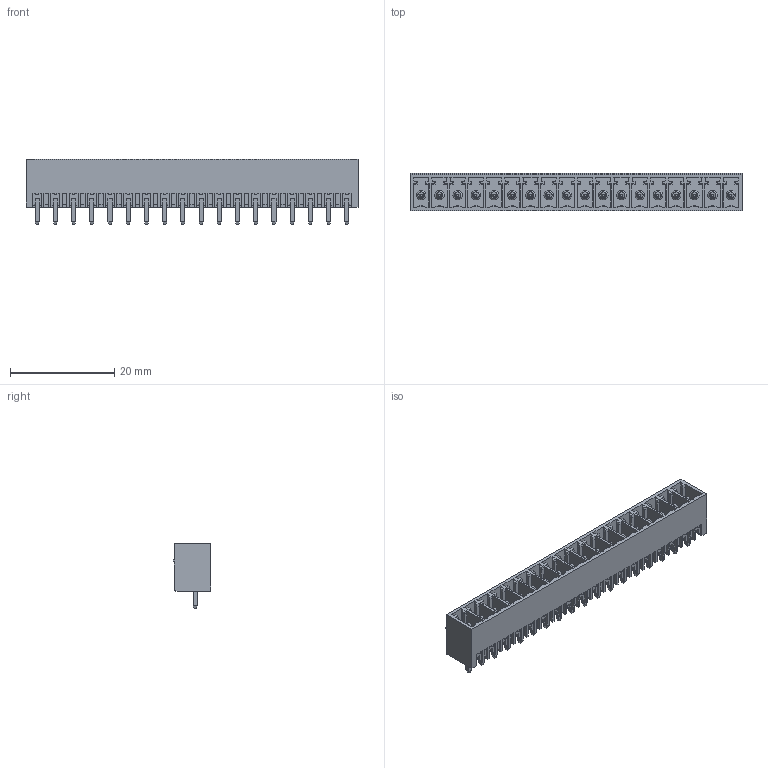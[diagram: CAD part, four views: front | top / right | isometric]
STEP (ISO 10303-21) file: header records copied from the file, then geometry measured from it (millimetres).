
FILE_DESCRIPTION(('STEP AP214'),'1');
FILE_NAME('PV18-3,5-V-P.stp','2018-11-29T10:39:36',(' '),(' '),'Spatial InterOp 3D',' ',' ');
FILE_SCHEMA(('AUTOMOTIVE_DESIGN { 1 0 10303 214 1 1 1 1 }'));
Length unit declared in the file: metre
Products named in the file (1): 1
Bounding box: 63.8 x 7.25 x 12.6 mm (x, y, z)
Volume: 2131.5 mm3; surface area: 5540.3 mm2
Topology: 1 solids, 1 shells, 1211 faces, 3141 edges, 1986 vertices
Faces by surface type: plane 1120, cylinder 55, torus 18, cone 18
Full cylindrical faces by diameter (mm): 1.8 x18
Entity records: 45308 total; most frequent: CARTESIAN_POINT 6375, ORIENTED_EDGE 6174, DIRECTION 5621, EDGE_CURVE 3087, LINE 2905, VECTOR 2905, VERTEX_POINT 1968, AXIS2_PLACEMENT_3D 1358
